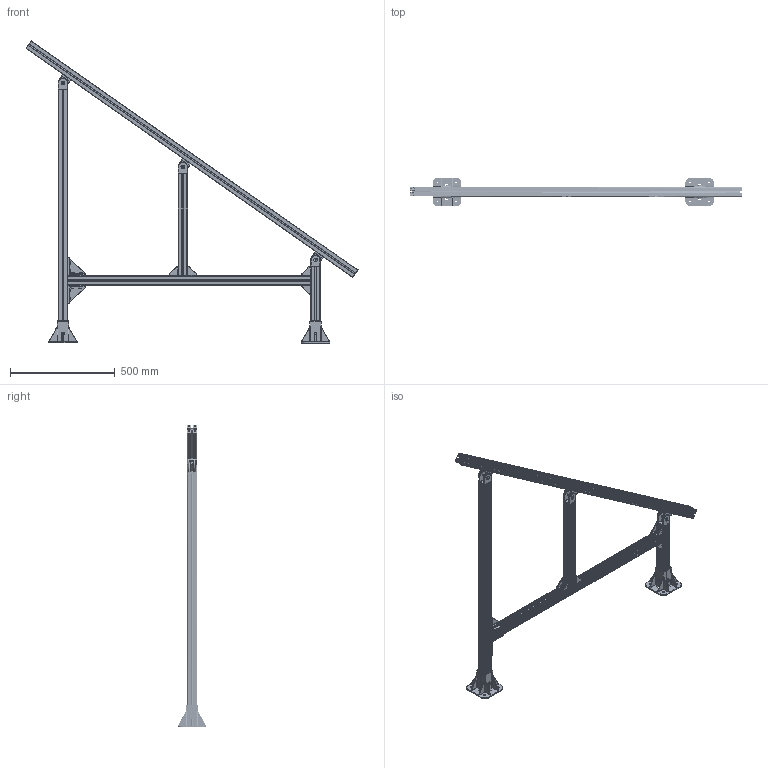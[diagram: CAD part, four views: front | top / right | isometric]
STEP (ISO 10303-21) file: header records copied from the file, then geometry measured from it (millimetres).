
FILE_DESCRIPTION( ('This file contains a STEP AP42 implementation' ,'as created by ZW3D STEP Interface translator.') ,'2;1' );
FILE_NAME( 'spz2-35-1900-ac45.stp' ,'22 710.17 511', (''), ('ZWCAD Software Co.'), 'Version 1.0', 'ZW3D to STEP translator', '' );
FILE_SCHEMA(('AUTOMOTIVE_DESIGN'));
Length unit declared in the file: millimetre
Products named in the file (19): 0; SPZ2-AC45; 084.101.014_C1; 084.311.015; 084.101.014_A1; 084.101.014_B1; 084.101.014_A2; 犈eln璭; 084.305.003; M8x20+matice; 084.302.038; 084.301.025; Podstavec; 084.409.002; Mx16+matice; 084.301.029; 084.101.014_A3; Úhelník_velký; 084.305.033
Assembly tree (42 placements, depth 4):
  0
  SPZ2-AC45
    084.101.014_C1
    084.311.015  x6
    084.101.014_A1
    084.101.014_B1
    084.101.014_A2
    犈eln璭  x4
      084.305.003
      M8x20+matice
        084.302.038
        084.301.025
    Podstavec  x2
      084.409.002
      M8x20+matice
        084.302.038
        084.301.025
    Mx16+matice  x3
      084.301.029
      084.302.038
    084.301.025  x3
    084.101.014_A3
    Úhelník_velký  x2
      084.305.033
      M8x20+matice
        084.302.038
        084.301.025
Bounding box: 1582.2 x 135 x 1439.26 mm (x, y, z)
Volume: 3741405.1 mm3; surface area: 3329665.4 mm2
Topology: 103 solids, 103 shells, 5399 faces, 13852 edges, 8653 vertices
Faces by surface type: bspline 5399
Entity records: 67622 total; most frequent: CARTESIAN_POINT 41087, ORIENTED_EDGE 8658, EDGE_CURVE 4329, VERTEX_POINT 2715, B_SPLINE_CURVE_WITH_KNOTS 2671, EDGE_LOOP 1730, FACE_OUTER_BOUND 1641, ADVANCED_FACE 1641
